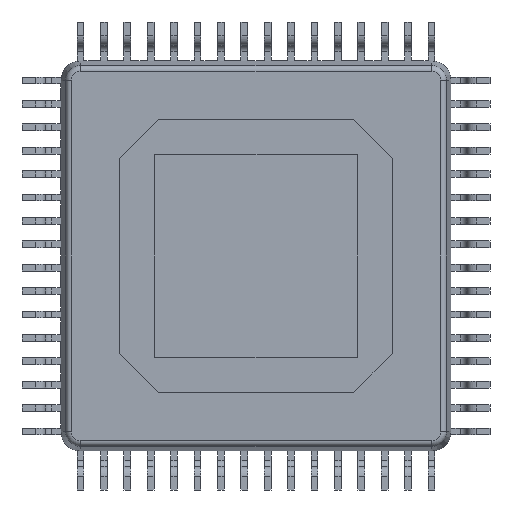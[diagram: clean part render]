
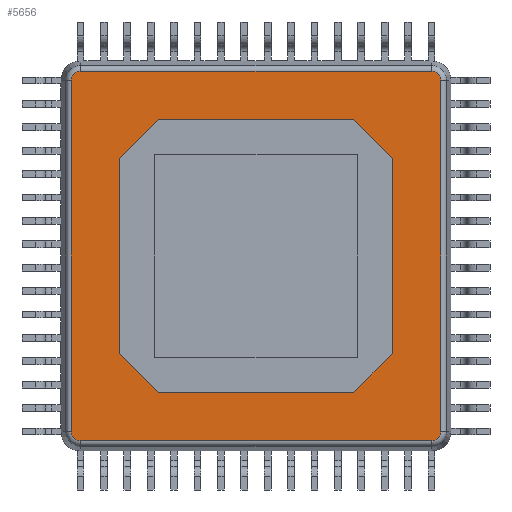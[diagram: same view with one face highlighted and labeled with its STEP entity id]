
A CAD part, front view. The second image highlights one B-rep face of the part: STEP entity #5656.
In plain terms, the highlighted planar face has unit normal (0, -1, 0).
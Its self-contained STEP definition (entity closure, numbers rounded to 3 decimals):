
#209 = CARTESIAN_POINT ( 'NONE',  ( -4.5, -0.725, 4.5 ) ) ;
#278 = EDGE_CURVE ( 'NONE', #4036, #25918, #10338, .T. ) ;
#375 = DIRECTION ( 'NONE',  ( 0., -1., 0. ) ) ;
#1008 = CIRCLE ( 'NONE', #22343, 0.235 ) ;
#1328 = EDGE_CURVE ( 'NONE', #27630, #28043, #8212, .T. ) ;
#1393 = CARTESIAN_POINT ( 'NONE',  ( -2.5, -0.725, -3.5 ) ) ;
#1831 = CARTESIAN_POINT ( 'NONE',  ( -3.5, -0.725, 2.5 ) ) ;
#1856 = EDGE_CURVE ( 'NONE', #22079, #26723, #27014, .T. ) ;
#2386 = EDGE_CURVE ( 'NONE', #16558, #13127, #23154, .T. ) ;
#2399 = ORIENTED_EDGE ( 'NONE', *, *, #6101, .T. ) ;
#2434 = ORIENTED_EDGE ( 'NONE', *, *, #2386, .T. ) ;
#3322 = DIRECTION ( 'NONE',  ( -1., 0., 0. ) ) ;
#3676 = CARTESIAN_POINT ( 'NONE',  ( -2.5, -0.725, 3.5 ) ) ;
#3981 = EDGE_CURVE ( 'NONE', #26723, #27630, #27894, .T. ) ;
#4036 = VERTEX_POINT ( 'NONE', #7832 ) ;
#4624 = FACE_BOUND ( 'NONE', #25616, .T. ) ;
#4769 = VERTEX_POINT ( 'NONE', #25258 ) ;
#5017 = CIRCLE ( 'NONE', #21992, 0.235 ) ;
#5396 = CARTESIAN_POINT ( 'NONE',  ( 4.735, -0.725, -4.5 ) ) ;
#5454 = LINE ( 'NONE', #17006, #15372 ) ;
#5464 = ORIENTED_EDGE ( 'NONE', *, *, #3981, .F. ) ;
#5528 = ORIENTED_EDGE ( 'NONE', *, *, #18164, .F. ) ;
#5656 = ADVANCED_FACE ( 'NONE', ( #16177, #4624 ), #25590, .T. ) ;
#5730 = EDGE_CURVE ( 'NONE', #4769, #4036, #1008, .T. ) ;
#6101 = EDGE_CURVE ( 'NONE', #23417, #16558, #12489, .T. ) ;
#6199 = CARTESIAN_POINT ( 'NONE',  ( 2.5, -0.725, -3.5 ) ) ;
#6605 = VECTOR ( 'NONE', #15486, 1000. ) ;
#6752 = EDGE_CURVE ( 'NONE', #7438, #22079, #15646, .T. ) ;
#7082 = CARTESIAN_POINT ( 'NONE',  ( 3.5, -0.725, 2.5 ) ) ;
#7144 = CARTESIAN_POINT ( 'NONE',  ( -3.5, -0.725, 2.5 ) ) ;
#7438 = VERTEX_POINT ( 'NONE', #1393 ) ;
#7586 = LINE ( 'NONE', #7144, #17883 ) ;
#7665 = VECTOR ( 'NONE', #8666, 1000. ) ;
#7746 = DIRECTION ( 'NONE',  ( 0., -1., 0. ) ) ;
#7832 = CARTESIAN_POINT ( 'NONE',  ( 4.5, -0.725, 4.735 ) ) ;
#8212 = LINE ( 'NONE', #19449, #27450 ) ;
#8249 = CARTESIAN_POINT ( 'NONE',  ( -4.735, -0.725, -4.5 ) ) ;
#8451 = ORIENTED_EDGE ( 'NONE', *, *, #15265, .T. ) ;
#8461 = EDGE_CURVE ( 'NONE', #13127, #4769, #29094, .T. ) ;
#8666 = DIRECTION ( 'NONE',  ( -1., 0., 0. ) ) ;
#9413 = VERTEX_POINT ( 'NONE', #29874 ) ;
#9630 = CARTESIAN_POINT ( 'NONE',  ( 4.5, -0.725, -4.5 ) ) ;
#9641 = DIRECTION ( 'NONE',  ( 0., 0., -1. ) ) ;
#9944 = CARTESIAN_POINT ( 'NONE',  ( 2.5, -0.725, -3.5 ) ) ;
#10061 = CARTESIAN_POINT ( 'NONE',  ( 4.5, -0.725, -4.735 ) ) ;
#10192 = DIRECTION ( 'NONE',  ( 0., 0., -1. ) ) ;
#10338 = LINE ( 'NONE', #17023, #7665 ) ;
#11096 = VECTOR ( 'NONE', #14771, 1000. ) ;
#11277 = DIRECTION ( 'NONE',  ( 0.707, 0., -0.707 ) ) ;
#11283 = ORIENTED_EDGE ( 'NONE', *, *, #16142, .F. ) ;
#12147 = EDGE_CURVE ( 'NONE', #16741, #24114, #7586, .T. ) ;
#12157 = AXIS2_PLACEMENT_3D ( 'NONE', #16769, #26339, #26193 ) ;
#12233 = VECTOR ( 'NONE', #17816, 1000. ) ;
#12294 = ORIENTED_EDGE ( 'NONE', *, *, #1328, .F. ) ;
#12489 = LINE ( 'NONE', #10061, #11096 ) ;
#12994 = DIRECTION ( 'NONE',  ( 0., 0., 1. ) ) ;
#13127 = VERTEX_POINT ( 'NONE', #17959 ) ;
#13233 = EDGE_CURVE ( 'NONE', #24114, #7438, #25684, .T. ) ;
#13496 = CARTESIAN_POINT ( 'NONE',  ( -3.5, -0.725, 2.5 ) ) ;
#13570 = LINE ( 'NONE', #8249, #12233 ) ;
#13573 = ORIENTED_EDGE ( 'NONE', *, *, #278, .T. ) ;
#13692 = ORIENTED_EDGE ( 'NONE', *, *, #12147, .F. ) ;
#13952 = AXIS2_PLACEMENT_3D ( 'NONE', #9630, #18896, #21311 ) ;
#14099 = ORIENTED_EDGE ( 'NONE', *, *, #8461, .T. ) ;
#14282 = EDGE_LOOP ( 'NONE', ( #8451, #19086, #2399, #2434, #14099, #23696, #13573, #24305 ) ) ;
#14771 = DIRECTION ( 'NONE',  ( 1., 0., 0. ) ) ;
#15265 = EDGE_CURVE ( 'NONE', #9413, #18232, #13570, .T. ) ;
#15372 = VECTOR ( 'NONE', #3322, 1000. ) ;
#15486 = DIRECTION ( 'NONE',  ( 0.707, 0., 0.707 ) ) ;
#15646 = LINE ( 'NONE', #27768, #27902 ) ;
#16142 = EDGE_CURVE ( 'NONE', #28280, #16741, #25619, .T. ) ;
#16177 = FACE_OUTER_BOUND ( 'NONE', #14282, .T. ) ;
#16365 = DIRECTION ( 'NONE',  ( 0., 0., 1. ) ) ;
#16558 = VERTEX_POINT ( 'NONE', #16578 ) ;
#16578 = CARTESIAN_POINT ( 'NONE',  ( 4.5, -0.725, -4.735 ) ) ;
#16741 = VERTEX_POINT ( 'NONE', #1831 ) ;
#16769 = CARTESIAN_POINT ( 'NONE',  ( 4.5, -0.725, -4.5 ) ) ;
#17006 = CARTESIAN_POINT ( 'NONE',  ( -2.5, -0.725, 3.5 ) ) ;
#17023 = CARTESIAN_POINT ( 'NONE',  ( 4.5, -0.725, 4.735 ) ) ;
#17816 = DIRECTION ( 'NONE',  ( 0., 0., -1. ) ) ;
#17883 = VECTOR ( 'NONE', #10192, 1000. ) ;
#17959 = CARTESIAN_POINT ( 'NONE',  ( 4.735, -0.725, -4.5 ) ) ;
#18057 = DIRECTION ( 'NONE',  ( 1., 0., 0. ) ) ;
#18164 = EDGE_CURVE ( 'NONE', #28043, #28280, #5454, .T. ) ;
#18232 = VERTEX_POINT ( 'NONE', #29004 ) ;
#18430 = VECTOR ( 'NONE', #11277, 1000. ) ;
#18684 = ORIENTED_EDGE ( 'NONE', *, *, #1856, .F. ) ;
#18896 = DIRECTION ( 'NONE',  ( 0., -1., 0. ) ) ;
#18995 = VECTOR ( 'NONE', #27614, 1000. ) ;
#19086 = ORIENTED_EDGE ( 'NONE', *, *, #24445, .T. ) ;
#19449 = CARTESIAN_POINT ( 'NONE',  ( 2.5, -0.725, 3.5 ) ) ;
#19595 = DIRECTION ( 'NONE',  ( -0.707, 0., 0.707 ) ) ;
#20191 = AXIS2_PLACEMENT_3D ( 'NONE', #209, #28013, #21161 ) ;
#21161 = DIRECTION ( 'NONE',  ( 0., 0., -1. ) ) ;
#21311 = DIRECTION ( 'NONE',  ( 0., 0., -1. ) ) ;
#21468 = CARTESIAN_POINT ( 'NONE',  ( 4.5, -0.725, 4.5 ) ) ;
#21786 = CARTESIAN_POINT ( 'NONE',  ( -3.5, -0.725, -2.5 ) ) ;
#21992 = AXIS2_PLACEMENT_3D ( 'NONE', #24292, #7746, #29161 ) ;
#22079 = VERTEX_POINT ( 'NONE', #9944 ) ;
#22343 = AXIS2_PLACEMENT_3D ( 'NONE', #21468, #375, #9641 ) ;
#22747 = VECTOR ( 'NONE', #16365, 1000. ) ;
#22992 = CARTESIAN_POINT ( 'NONE',  ( 2.5, -0.725, 3.5 ) ) ;
#23154 = CIRCLE ( 'NONE', #13952, 0.235 ) ;
#23417 = VERTEX_POINT ( 'NONE', #29302 ) ;
#23437 = CARTESIAN_POINT ( 'NONE',  ( 3.5, -0.725, -2.5 ) ) ;
#23696 = ORIENTED_EDGE ( 'NONE', *, *, #5730, .T. ) ;
#24114 = VERTEX_POINT ( 'NONE', #21786 ) ;
#24292 = CARTESIAN_POINT ( 'NONE',  ( -4.5, -0.725, -4.5 ) ) ;
#24305 = ORIENTED_EDGE ( 'NONE', *, *, #29150, .T. ) ;
#24445 = EDGE_CURVE ( 'NONE', #18232, #23417, #5017, .T. ) ;
#25022 = VECTOR ( 'NONE', #12994, 1000. ) ;
#25258 = CARTESIAN_POINT ( 'NONE',  ( 4.735, -0.725, 4.5 ) ) ;
#25590 = PLANE ( 'NONE',  #12157 ) ;
#25616 = EDGE_LOOP ( 'NONE', ( #5528, #12294, #5464, #18684, #29781, #25773, #13692, #11283 ) ) ;
#25619 = LINE ( 'NONE', #13496, #18995 ) ;
#25684 = LINE ( 'NONE', #27808, #18430 ) ;
#25773 = ORIENTED_EDGE ( 'NONE', *, *, #13233, .F. ) ;
#25918 = VERTEX_POINT ( 'NONE', #28983 ) ;
#26193 = DIRECTION ( 'NONE',  ( 0., 0., -1. ) ) ;
#26339 = DIRECTION ( 'NONE',  ( 0., -1., 0. ) ) ;
#26723 = VERTEX_POINT ( 'NONE', #23437 ) ;
#27014 = LINE ( 'NONE', #6199, #6605 ) ;
#27450 = VECTOR ( 'NONE', #19595, 1000. ) ;
#27614 = DIRECTION ( 'NONE',  ( -0.707, 0., -0.707 ) ) ;
#27630 = VERTEX_POINT ( 'NONE', #28182 ) ;
#27768 = CARTESIAN_POINT ( 'NONE',  ( -2.5, -0.725, -3.5 ) ) ;
#27808 = CARTESIAN_POINT ( 'NONE',  ( -3.5, -0.725, -2.5 ) ) ;
#27894 = LINE ( 'NONE', #7082, #22747 ) ;
#27902 = VECTOR ( 'NONE', #18057, 1000. ) ;
#28013 = DIRECTION ( 'NONE',  ( 0., -1., 0. ) ) ;
#28043 = VERTEX_POINT ( 'NONE', #22992 ) ;
#28182 = CARTESIAN_POINT ( 'NONE',  ( 3.5, -0.725, 2.5 ) ) ;
#28280 = VERTEX_POINT ( 'NONE', #3676 ) ;
#28983 = CARTESIAN_POINT ( 'NONE',  ( -4.5, -0.725, 4.735 ) ) ;
#29004 = CARTESIAN_POINT ( 'NONE',  ( -4.735, -0.725, -4.5 ) ) ;
#29094 = LINE ( 'NONE', #5396, #25022 ) ;
#29150 = EDGE_CURVE ( 'NONE', #25918, #9413, #29413, .T. ) ;
#29161 = DIRECTION ( 'NONE',  ( 0., 0., -1. ) ) ;
#29302 = CARTESIAN_POINT ( 'NONE',  ( -4.5, -0.725, -4.735 ) ) ;
#29413 = CIRCLE ( 'NONE', #20191, 0.235 ) ;
#29781 = ORIENTED_EDGE ( 'NONE', *, *, #6752, .F. ) ;
#29874 = CARTESIAN_POINT ( 'NONE',  ( -4.735, -0.725, 4.5 ) ) ;
